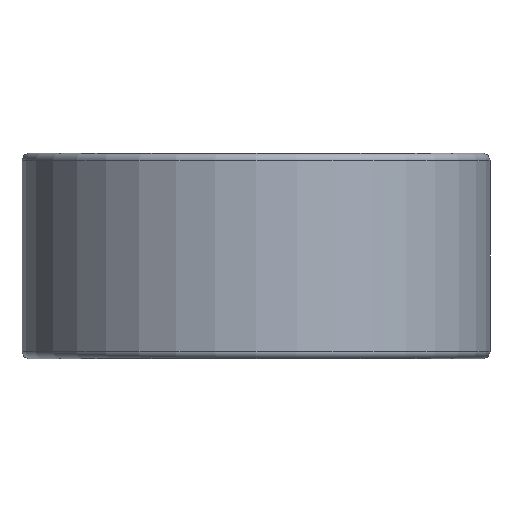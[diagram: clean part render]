
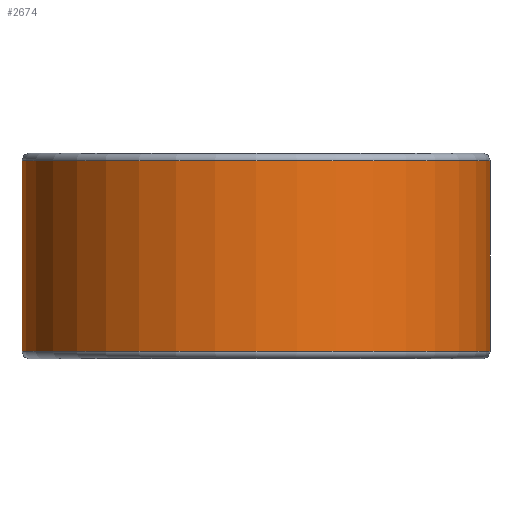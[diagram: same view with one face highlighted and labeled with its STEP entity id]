
A CAD part, front view. The second image highlights one B-rep face of the part: STEP entity #2674.
In plain terms, the highlighted cylindrical face has radius 23.406 mm (diameter 46.812 mm), a partial arc.
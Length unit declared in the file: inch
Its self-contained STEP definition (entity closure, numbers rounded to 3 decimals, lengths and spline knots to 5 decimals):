
#15 = ORIENTED_EDGE ( 'NONE', *, *, #2103, .T. ) ;
#87 = VERTEX_POINT ( 'NONE', #597 ) ;
#217 = DIRECTION ( 'NONE',  ( 0., 0., 1. ) ) ;
#329 = EDGE_LOOP ( 'NONE', ( #1187, #15, #2220, #1725 ) ) ;
#349 = DIRECTION ( 'NONE',  ( 0., 0., -1. ) ) ;
#414 = CYLINDRICAL_SURFACE ( 'NONE', #1252, 0.9215 ) ;
#453 = CARTESIAN_POINT ( 'NONE',  ( 1.765, -2.187, 0.375 ) ) ;
#460 = DIRECTION ( 'NONE',  ( 0., 0., 1. ) ) ;
#571 = EDGE_CURVE ( 'NONE', #87, #2211, #1420, .T. ) ;
#597 = CARTESIAN_POINT ( 'NONE',  ( -0.078, -2.187, 0.375 ) ) ;
#684 = VERTEX_POINT ( 'NONE', #2568 ) ;
#859 = EDGE_CURVE ( 'NONE', #87, #684, #2166, .T. ) ;
#943 = CARTESIAN_POINT ( 'NONE',  ( 1.765, -2.187, -0.375 ) ) ;
#1115 = DIRECTION ( 'NONE',  ( 0., 0., 1. ) ) ;
#1187 = ORIENTED_EDGE ( 'NONE', *, *, #1323, .T. ) ;
#1212 = FACE_OUTER_BOUND ( 'NONE', #329, .T. ) ;
#1228 = CARTESIAN_POINT ( 'NONE',  ( 0.8435, -2.187, 0. ) ) ;
#1252 = AXIS2_PLACEMENT_3D ( 'NONE', #1228, #2679, #2287 ) ;
#1323 = EDGE_CURVE ( 'NONE', #684, #1634, #1339, .T. ) ;
#1339 = CIRCLE ( 'NONE', #2000, 0.9215 ) ;
#1420 = CIRCLE ( 'NONE', #2229, 0.9215 ) ;
#1604 = CARTESIAN_POINT ( 'NONE',  ( -0.078, -2.187, 0.375 ) ) ;
#1634 = VERTEX_POINT ( 'NONE', #943 ) ;
#1697 = CARTESIAN_POINT ( 'NONE',  ( 0.8435, -2.187, 0.375 ) ) ;
#1725 = ORIENTED_EDGE ( 'NONE', *, *, #859, .T. ) ;
#1879 = CARTESIAN_POINT ( 'NONE',  ( 1.765, -2.187, 0. ) ) ;
#1903 = DIRECTION ( 'NONE',  ( 1., 0., 0. ) ) ;
#2000 = AXIS2_PLACEMENT_3D ( 'NONE', #2363, #1115, #2571 ) ;
#2078 = LINE ( 'NONE', #1879, #2564 ) ;
#2103 = EDGE_CURVE ( 'NONE', #1634, #2211, #2078, .T. ) ;
#2132 = VECTOR ( 'NONE', #349, 39.37008 ) ;
#2166 = LINE ( 'NONE', #1604, #2132 ) ;
#2211 = VERTEX_POINT ( 'NONE', #453 ) ;
#2220 = ORIENTED_EDGE ( 'NONE', *, *, #571, .F. ) ;
#2229 = AXIS2_PLACEMENT_3D ( 'NONE', #1697, #460, #1903 ) ;
#2287 = DIRECTION ( 'NONE',  ( 1., 0., 0. ) ) ;
#2363 = CARTESIAN_POINT ( 'NONE',  ( 0.8435, -2.187, -0.375 ) ) ;
#2564 = VECTOR ( 'NONE', #217, 39.37008 ) ;
#2568 = CARTESIAN_POINT ( 'NONE',  ( -0.078, -2.187, -0.375 ) ) ;
#2571 = DIRECTION ( 'NONE',  ( 1., 0., 0. ) ) ;
#2674 = ADVANCED_FACE ( 'NONE', ( #1212 ), #414, .T. ) ;
#2679 = DIRECTION ( 'NONE',  ( 0., 0., 1. ) ) ;
